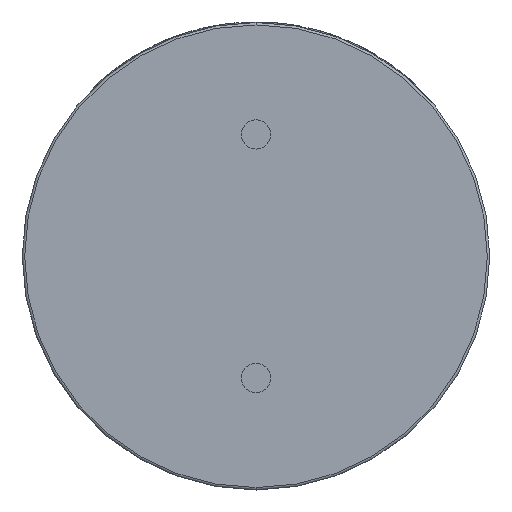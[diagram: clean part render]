
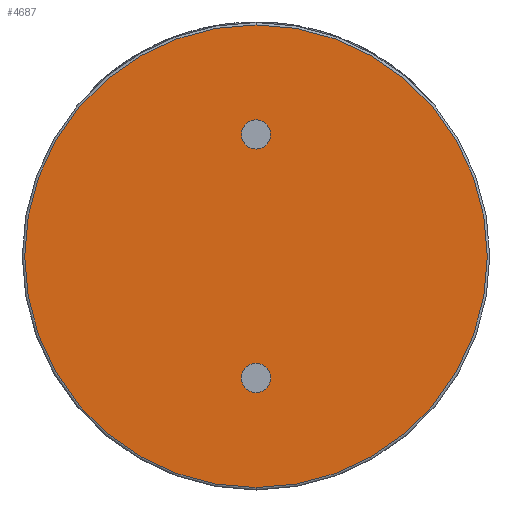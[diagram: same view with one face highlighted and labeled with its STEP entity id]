
A CAD part, front view. The second image highlights one B-rep face of the part: STEP entity #4687.
In plain terms, the highlighted planar face has unit normal (0, -1, 0).
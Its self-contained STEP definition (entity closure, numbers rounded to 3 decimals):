
#133 = EDGE_CURVE ( 'NONE', #7098, #2892, #5461, .T. ) ;
#361 = AXIS2_PLACEMENT_3D ( 'NONE', #9669, #491, #5831 ) ;
#491 = DIRECTION ( 'NONE',  ( 0., -1., 0. ) ) ;
#539 = CARTESIAN_POINT ( 'NONE',  ( 0., 0., 0. ) ) ;
#713 = CARTESIAN_POINT ( 'NONE',  ( 0., 0., 4.75 ) ) ;
#1332 = DIRECTION ( 'NONE',  ( 0., 0., -1. ) ) ;
#2048 = CIRCLE ( 'NONE', #5911, 4.75 ) ;
#2284 = ORIENTED_EDGE ( 'NONE', *, *, #9783, .T. ) ;
#2369 = CARTESIAN_POINT ( 'NONE',  ( 0., 0., 0. ) ) ;
#2892 = VERTEX_POINT ( 'NONE', #713 ) ;
#3122 = DIRECTION ( 'NONE',  ( 0., 0., -1. ) ) ;
#3441 = PLANE ( 'NONE',  #361 ) ;
#3489 = FACE_OUTER_BOUND ( 'NONE', #9475, .T. ) ;
#4329 = CARTESIAN_POINT ( 'NONE',  ( 0., 0., -4.75 ) ) ;
#4687 = ADVANCED_FACE ( 'NONE', ( #3489 ), #3441, .T. ) ;
#5033 = ORIENTED_EDGE ( 'NONE', *, *, #133, .T. ) ;
#5461 = CIRCLE ( 'NONE', #5779, 4.75 ) ;
#5779 = AXIS2_PLACEMENT_3D ( 'NONE', #539, #5881, #1332 ) ;
#5831 = DIRECTION ( 'NONE',  ( 0., 0., -1. ) ) ;
#5881 = DIRECTION ( 'NONE',  ( 0., -1., 0. ) ) ;
#5911 = AXIS2_PLACEMENT_3D ( 'NONE', #2369, #7696, #3122 ) ;
#7098 = VERTEX_POINT ( 'NONE', #4329 ) ;
#7696 = DIRECTION ( 'NONE',  ( 0., -1., 0. ) ) ;
#9475 = EDGE_LOOP ( 'NONE', ( #5033, #2284 ) ) ;
#9669 = CARTESIAN_POINT ( 'NONE',  ( 0., 0., 0. ) ) ;
#9783 = EDGE_CURVE ( 'NONE', #2892, #7098, #2048, .T. ) ;
